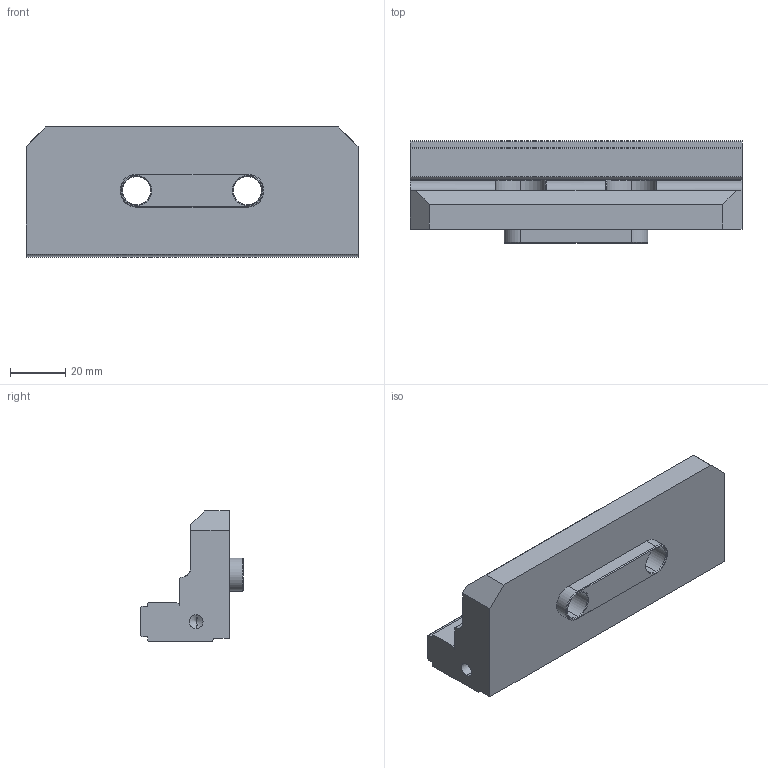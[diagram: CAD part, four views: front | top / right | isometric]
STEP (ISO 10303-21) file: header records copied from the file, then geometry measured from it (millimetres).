
FILE_DESCRIPTION (( 'STEP AP214' ), '1' );
FILE_NAME ('P120Z.STEP', '2022-07-04T19:45:35', ( '' ), ( '' ), 'SwSTEP 2.0', 'SolidWorks 2013', '' );
FILE_SCHEMA (( 'AUTOMOTIVE_DESIGN' ));
Length unit declared in the file: millimetre
Products named in the file (1): P120Z
Bounding box: 120 x 37 x 47 mm (x, y, z)
Volume: 106861.1 mm3; surface area: 22427 mm2
Topology: 1 solids, 1 shells, 74 faces, 195 edges, 122 vertices
Faces by surface type: plane 32, cylinder 18, cone 16, bspline 8
Entity records: 4199 total; most frequent: CARTESIAN_POINT 1592, ORIENTED_EDGE 382, DIRECTION 337, EDGE_CURVE 191, VERTEX_POINT 122, AXIS2_PLACEMENT_3D 115, VECTOR 107, LINE 107
